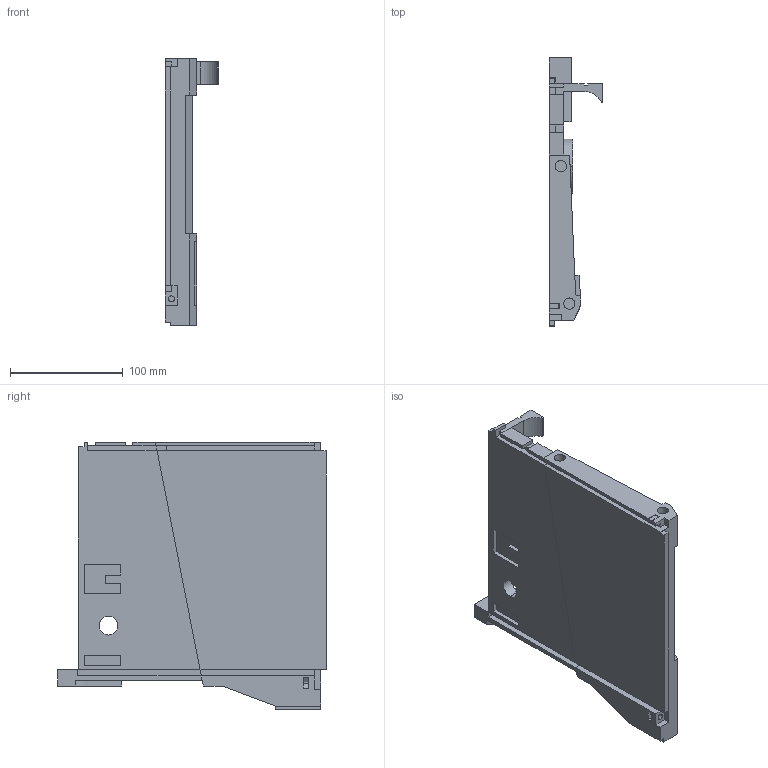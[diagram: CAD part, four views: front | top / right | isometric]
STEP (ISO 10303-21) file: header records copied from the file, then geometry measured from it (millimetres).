
FILE_DESCRIPTION (( 'STEP AP214' ), '1' );
FILE_NAME ('body-left-back.STEP', '2024-05-02T09:02:37', ( '' ), ( '' ), 'SwSTEP 2.0', 'SolidWorks 2023', '' );
FILE_SCHEMA (( 'AUTOMOTIVE_DESIGN' ));
Length unit declared in the file: millimetre
Products named in the file (1): body-left-back
Bounding box: 47.92 x 238.33 x 237.83 mm (x, y, z)
Volume: 849794.5 mm3; surface area: 139530 mm2
Topology: 2 solids, 2 shells, 206 faces, 568 edges, 375 vertices
Faces by surface type: plane 186, cylinder 19, bspline 1
Entity records: 6490 total; most frequent: CARTESIAN_POINT 1194, ORIENTED_EDGE 1136, DIRECTION 1005, EDGE_CURVE 568, VECTOR 521, LINE 521, VERTEX_POINT 375, AXIS2_PLACEMENT_3D 242
